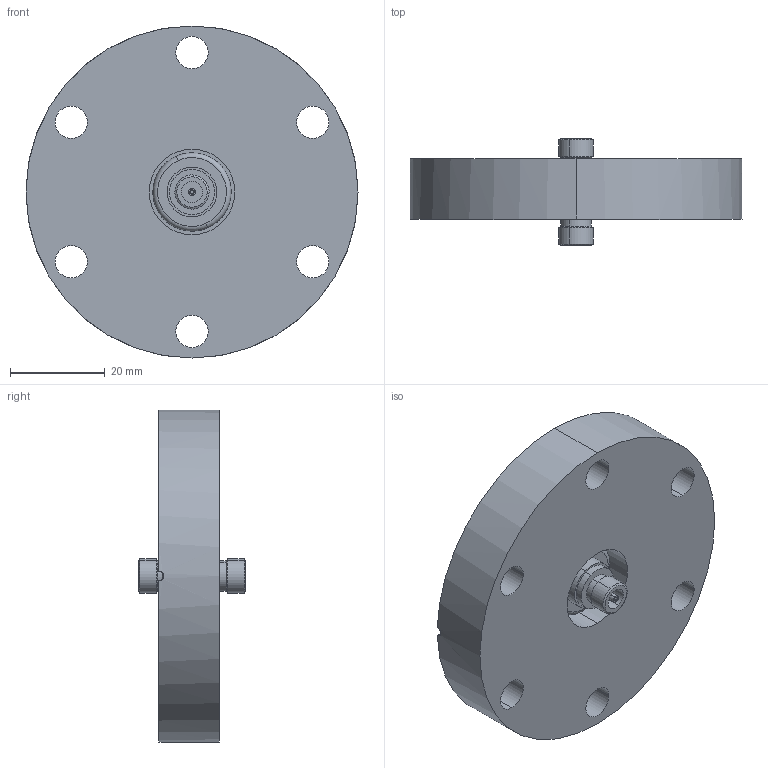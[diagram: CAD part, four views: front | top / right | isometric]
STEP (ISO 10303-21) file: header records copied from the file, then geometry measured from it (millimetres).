
FILE_DESCRIPTION (( 'STEP AP214' ), '1' );
FILE_NAME ('242-SMAD50-C40.STEP', '2016-02-08T14:25:13', ( 'allectra' ), ( 'Microsoft' ), 'SwSTEP 2.0', 'SolidWorks 2014', '' );
FILE_SCHEMA (( 'AUTOMOTIVE_DESIGN' ));
Length unit declared in the file: millimetre
Products named in the file (5): 242-SMAD50; 9411-C40-16.5_9411-C40-16.5-2; 9411-C40-16.5; 242-SMAD50-C40
Assembly tree (2 placements, depth 2):
  242-SMAD50
  9411-C40-16.5
  242-SMAD50-C40
    9411-C40-16.5_9411-C40-16.5-2
    242-SMAD50
Bounding box: 69.9 x 22.5 x 69.9 mm (x, y, z)
Volume: 42177.4 mm3; surface area: 13960.2 mm2
Topology: 2 solids, 2 shells, 82 faces, 180 edges, 114 vertices
Faces by surface type: cylinder 50, plane 18, cone 12, torus 2
Entity records: 2510 total; most frequent: DIRECTION 464, CARTESIAN_POINT 444, ORIENTED_EDGE 360, AXIS2_PLACEMENT_3D 200, EDGE_CURVE 180, VERTEX_POINT 114, CIRCLE 112, EDGE_LOOP 108
